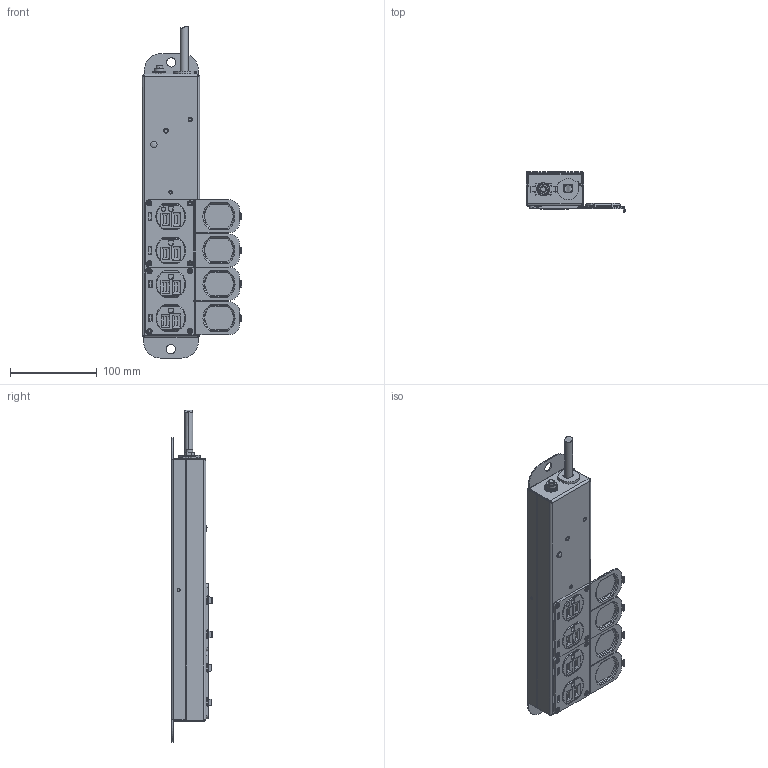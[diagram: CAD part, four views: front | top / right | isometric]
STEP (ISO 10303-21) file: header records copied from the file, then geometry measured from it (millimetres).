
FILE_DESCRIPTION (( 'STEP AP214' ), '1' );
FILE_NAME ('5304M-N.STEP', '2020-04-09T21:33:51', ( '' ), ( '' ), 'SwSTEP 2.0', 'SolidWorks 2017', '' );
FILE_SCHEMA (( 'AUTOMOTIVE_DESIGN' ));
Length unit declared in the file: inch
Products named in the file (1): 5304M-N
Bounding box: 114.63 x 46.17 x 382.24 mm (x, y, z)
Surface area: 234373 mm2 (no closed solid volume)
Topology: 0 solids, 41 shells, 2218 faces, 5584 edges, 3448 vertices
Faces by surface type: plane 976, cylinder 711, cone 208, torus 171, bspline 98, sphere 54
Entity records: 103877 total; most frequent: CARTESIAN_POINT 21876, ORIENTED_EDGE 11047, DIRECTION 10997, EDGE_CURVE 5528, AXIS2_PLACEMENT_3D 3923, VERTEX_POINT 3446, VECTOR 3151, LINE 3151
